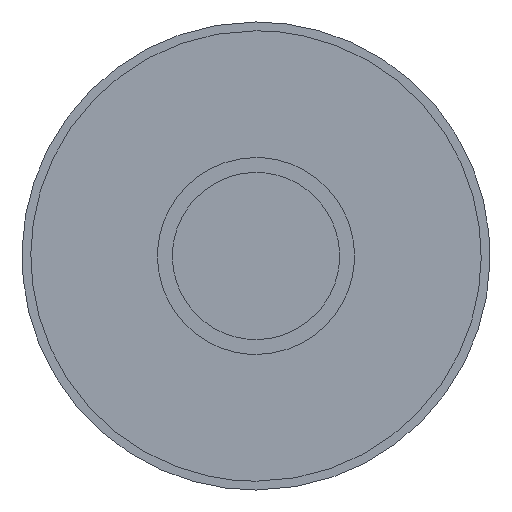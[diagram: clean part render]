
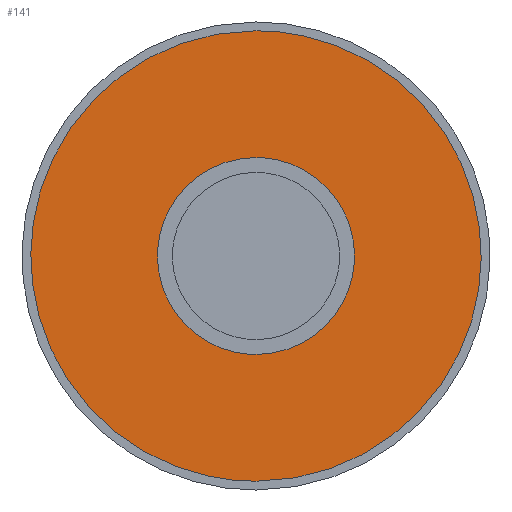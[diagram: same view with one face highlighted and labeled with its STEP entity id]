
A CAD part, left-side view. The second image highlights one B-rep face of the part: STEP entity #141.
In plain terms, the highlighted free-form (B-spline) face has degree [1, 1] with [2, 2] control points.
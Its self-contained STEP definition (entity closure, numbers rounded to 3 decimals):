
#109 = VERTEX_POINT('',#110);
#110 = CARTESIAN_POINT('',(-19.104,0.,2.701));
#115 = EDGE_CURVE('',#116,#109,#118,.T.);
#116 = VERTEX_POINT('',#117);
#117 = CARTESIAN_POINT('',(-19.104,0.,
    -2.701));
#118 = ( BOUNDED_CURVE() B_SPLINE_CURVE(2,(#119,#120,#121,#122,#123),
.UNSPECIFIED.,.F.,.F.) B_SPLINE_CURVE_WITH_KNOTS((3,2,3),(3.142,
4.712,6.283),.PIECEWISE_BEZIER_KNOTS.) CURVE() 
GEOMETRIC_REPRESENTATION_ITEM() RATIONAL_B_SPLINE_CURVE((1.,
0.707,1.,0.707,1.)) REPRESENTATION_ITEM('') );
#119 = CARTESIAN_POINT('',(-19.104,0.,
    -2.701));
#120 = CARTESIAN_POINT('',(-19.104,-2.701,
    -2.701));
#121 = CARTESIAN_POINT('',(-19.104,-2.701,
    0.));
#122 = CARTESIAN_POINT('',(-19.104,-2.701,
    2.701));
#123 = CARTESIAN_POINT('',(-19.104,0.,
    2.701));
#141 = ADVANCED_FACE('',(#142,#153),#175,.T.);
#142 = FACE_BOUND('',#143,.T.);
#143 = EDGE_LOOP('',(#144,#152));
#144 = ORIENTED_EDGE('',*,*,#145,.F.);
#145 = EDGE_CURVE('',#109,#116,#146,.T.);
#146 = ( BOUNDED_CURVE() B_SPLINE_CURVE(2,(#147,#148,#149,#150,#151),
.UNSPECIFIED.,.F.,.F.) B_SPLINE_CURVE_WITH_KNOTS((3,2,3),(0.,
1.571,3.142),.PIECEWISE_BEZIER_KNOTS.) CURVE() 
GEOMETRIC_REPRESENTATION_ITEM() RATIONAL_B_SPLINE_CURVE((1.,
0.707,1.,0.707,1.)) REPRESENTATION_ITEM('') );
#147 = CARTESIAN_POINT('',(-19.104,0.,2.701));
#148 = CARTESIAN_POINT('',(-19.104,2.701,2.701
    ));
#149 = CARTESIAN_POINT('',(-19.104,2.701,
    0.));
#150 = CARTESIAN_POINT('',(-19.104,2.701,
    -2.701));
#151 = CARTESIAN_POINT('',(-19.104,0.,
    -2.701));
#152 = ORIENTED_EDGE('',*,*,#115,.F.);
#153 = FACE_BOUND('',#154,.T.);
#154 = EDGE_LOOP('',(#155,#167));
#155 = ORIENTED_EDGE('',*,*,#156,.T.);
#156 = EDGE_CURVE('',#157,#159,#161,.T.);
#157 = VERTEX_POINT('',#158);
#158 = CARTESIAN_POINT('',(-19.104,0.,6.178));
#159 = VERTEX_POINT('',#160);
#160 = CARTESIAN_POINT('',(-19.104,0.,
    -6.178));
#161 = ( BOUNDED_CURVE() B_SPLINE_CURVE(2,(#162,#163,#164,#165,#166),
.UNSPECIFIED.,.F.,.F.) B_SPLINE_CURVE_WITH_KNOTS((3,2,3),(0.,
1.571,3.142),.PIECEWISE_BEZIER_KNOTS.) CURVE() 
GEOMETRIC_REPRESENTATION_ITEM() RATIONAL_B_SPLINE_CURVE((1.,
0.707,1.,0.707,1.)) REPRESENTATION_ITEM('') );
#162 = CARTESIAN_POINT('',(-19.104,0.,6.178));
#163 = CARTESIAN_POINT('',(-19.104,6.178,6.178
    ));
#164 = CARTESIAN_POINT('',(-19.104,6.178,
    0.));
#165 = CARTESIAN_POINT('',(-19.104,6.178,
    -6.178));
#166 = CARTESIAN_POINT('',(-19.104,0.,
    -6.178));
#167 = ORIENTED_EDGE('',*,*,#168,.T.);
#168 = EDGE_CURVE('',#159,#157,#169,.T.);
#169 = ( BOUNDED_CURVE() B_SPLINE_CURVE(2,(#170,#171,#172,#173,#174),
.UNSPECIFIED.,.F.,.F.) B_SPLINE_CURVE_WITH_KNOTS((3,2,3),(3.142,
4.712,6.283),.PIECEWISE_BEZIER_KNOTS.) CURVE() 
GEOMETRIC_REPRESENTATION_ITEM() RATIONAL_B_SPLINE_CURVE((1.,
0.707,1.,0.707,1.)) REPRESENTATION_ITEM('') );
#170 = CARTESIAN_POINT('',(-19.104,0.,
    -6.178));
#171 = CARTESIAN_POINT('',(-19.104,-6.178,
    -6.178));
#172 = CARTESIAN_POINT('',(-19.104,-6.178,
    0.));
#173 = CARTESIAN_POINT('',(-19.104,-6.178,
    6.178));
#174 = CARTESIAN_POINT('',(-19.104,0.,
    6.178));
#175 = B_SPLINE_SURFACE_WITH_KNOTS('',1,1,(
    (#176,#177)
    ,(#178,#179
  )),.UNSPECIFIED.,.F.,.F.,.F.,(2,2),(2,2),(-5.55,5.55),(-5.55,
    5.55),.PIECEWISE_BEZIER_KNOTS.);
#176 = CARTESIAN_POINT('',(-19.104,-6.178,
    -6.178));
#177 = CARTESIAN_POINT('',(-19.104,6.178,
    -6.178));
#178 = CARTESIAN_POINT('',(-19.104,-6.178,
    6.178));
#179 = CARTESIAN_POINT('',(-19.104,6.178,6.178
    ));
